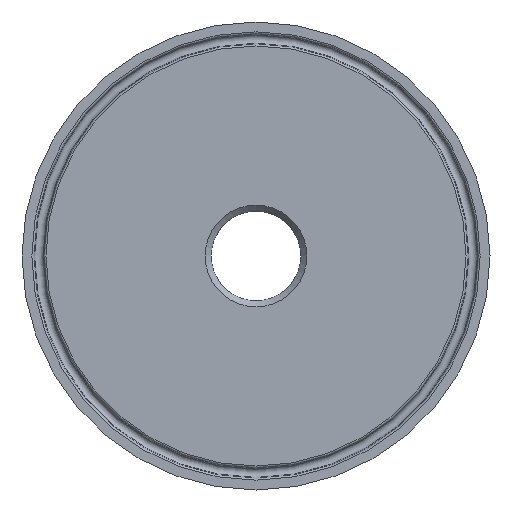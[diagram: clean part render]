
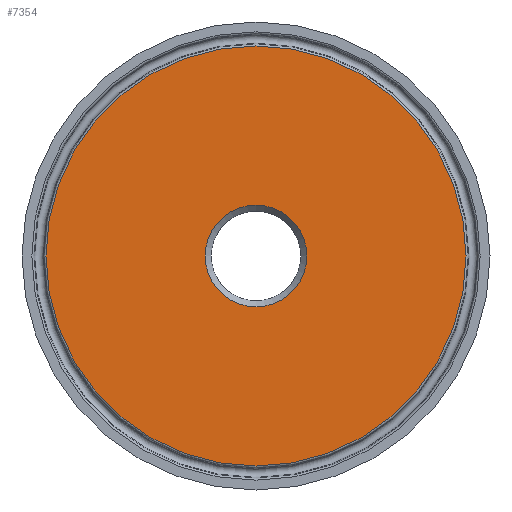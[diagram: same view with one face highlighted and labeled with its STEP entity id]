
A CAD part, left-side view. The second image highlights one B-rep face of the part: STEP entity #7354.
In plain terms, the highlighted planar face has unit normal (-1, 0, 0).
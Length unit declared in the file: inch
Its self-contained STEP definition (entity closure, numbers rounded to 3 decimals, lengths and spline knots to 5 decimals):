
#112=FACE_BOUND('',#1331,.T.);
#299=PLANE('',#7797);
#879=FACE_OUTER_BOUND('',#1330,.T.);
#1330=EDGE_LOOP('',(#6860));
#1331=EDGE_LOOP('',(#6861));
#1526=CIRCLE('',#7794,0.5084);
#1528=CIRCLE('',#7798,2.10134);
#3615=VERTEX_POINT('',#16197);
#3617=VERTEX_POINT('',#16203);
#4703=EDGE_CURVE('',#3615,#3615,#1526,.T.);
#4705=EDGE_CURVE('',#3617,#3617,#1528,.T.);
#6860=ORIENTED_EDGE('',*,*,#4705,.F.);
#6861=ORIENTED_EDGE('',*,*,#4703,.F.);
#7354=ADVANCED_FACE('',(#879,#112),#299,.T.);
#7794=AXIS2_PLACEMENT_3D('',#16198,#9165,#9166);
#7797=AXIS2_PLACEMENT_3D('',#16202,#9171,#9172);
#7798=AXIS2_PLACEMENT_3D('',#16204,#9173,#9174);
#9165=DIRECTION('center_axis',(-1.,0.,0.));
#9166=DIRECTION('ref_axis',(0.,-1.,0.));
#9171=DIRECTION('center_axis',(-1.,0.,0.));
#9172=DIRECTION('ref_axis',(0.,0.,1.));
#9173=DIRECTION('center_axis',(1.,0.,0.));
#9174=DIRECTION('ref_axis',(0.,-1.,0.));
#16197=CARTESIAN_POINT('',(0.,0.5084,0.));
#16198=CARTESIAN_POINT('Origin',(0.,0.,
0.));
#16202=CARTESIAN_POINT('Origin',(0.,1.28049,
0.));
#16203=CARTESIAN_POINT('',(0.,2.10134,0.));
#16204=CARTESIAN_POINT('Origin',(0.,0.,
0.));
